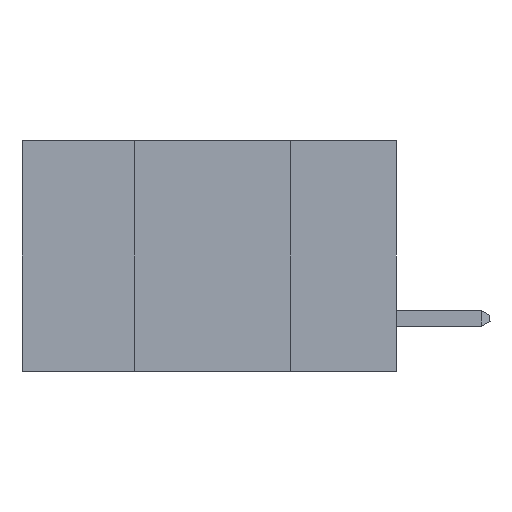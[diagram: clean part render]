
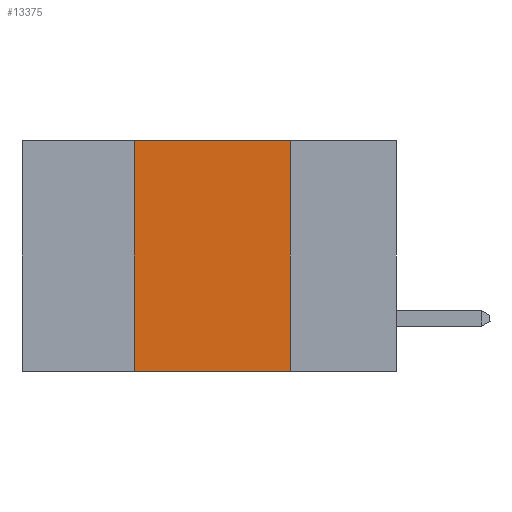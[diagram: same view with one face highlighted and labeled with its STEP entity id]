
A CAD part, left-side view. The second image highlights one B-rep face of the part: STEP entity #13375.
In plain terms, the highlighted planar face has unit normal (-1, 0, 0).
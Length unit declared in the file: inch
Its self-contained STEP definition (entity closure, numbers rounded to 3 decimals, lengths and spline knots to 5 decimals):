
#159 = CARTESIAN_POINT ( 'NONE',  ( 0., 0.6, 0. ) ) ;
#1370 = LINE ( 'NONE', #8846, #13886 ) ;
#1487 = VECTOR ( 'NONE', #7425, 39.37008 ) ;
#1802 = VERTEX_POINT ( 'NONE', #6588 ) ;
#1868 = VERTEX_POINT ( 'NONE', #6402 ) ;
#2291 = DIRECTION ( 'NONE',  ( 0., 0., 1. ) ) ;
#2384 = VECTOR ( 'NONE', #7786, 39.37008 ) ;
#2752 = VERTEX_POINT ( 'NONE', #12017 ) ;
#3372 = EDGE_CURVE ( 'NONE', #3969, #1802, #14136, .T. ) ;
#3969 = VERTEX_POINT ( 'NONE', #4579 ) ;
#4347 = FACE_OUTER_BOUND ( 'NONE', #11639, .T. ) ;
#4579 = CARTESIAN_POINT ( 'NONE',  ( 0., 0.42, 0. ) ) ;
#5064 = ORIENTED_EDGE ( 'NONE', *, *, #3372, .F. ) ;
#5576 = DIRECTION ( 'NONE',  ( 0., 0., -1. ) ) ;
#6402 = CARTESIAN_POINT ( 'NONE',  ( 0., 0.42, -0.37 ) ) ;
#6588 = CARTESIAN_POINT ( 'NONE',  ( 0., 0.17, 0. ) ) ;
#6685 = PLANE ( 'NONE',  #13552 ) ;
#7114 = ORIENTED_EDGE ( 'NONE', *, *, #9251, .F. ) ;
#7425 = DIRECTION ( 'NONE',  ( 0., -1., 0. ) ) ;
#7488 = EDGE_CURVE ( 'NONE', #1802, #2752, #8193, .T. ) ;
#7786 = DIRECTION ( 'NONE',  ( 0., 0., -1. ) ) ;
#7831 = DIRECTION ( 'NONE',  ( 1., 0., 0. ) ) ;
#8193 = LINE ( 'NONE', #12296, #2384 ) ;
#8197 = ORIENTED_EDGE ( 'NONE', *, *, #7488, .F. ) ;
#8846 = CARTESIAN_POINT ( 'NONE',  ( 0., 0.42, 0. ) ) ;
#9251 = EDGE_CURVE ( 'NONE', #1868, #3969, #1370, .T. ) ;
#9711 = LINE ( 'NONE', #14139, #1487 ) ;
#10136 = CARTESIAN_POINT ( 'NONE',  ( 0., 0.6, 0. ) ) ;
#11201 = EDGE_CURVE ( 'NONE', #1868, #2752, #9711, .T. ) ;
#11639 = EDGE_LOOP ( 'NONE', ( #8197, #5064, #7114, #12832 ) ) ;
#11748 = VECTOR ( 'NONE', #13435, 39.37008 ) ;
#12017 = CARTESIAN_POINT ( 'NONE',  ( 0., 0.17, -0.37 ) ) ;
#12296 = CARTESIAN_POINT ( 'NONE',  ( 0., 0.17, 0. ) ) ;
#12832 = ORIENTED_EDGE ( 'NONE', *, *, #11201, .T. ) ;
#13375 = ADVANCED_FACE ( 'NONE', ( #4347 ), #6685, .F. ) ;
#13435 = DIRECTION ( 'NONE',  ( 0., -1., 0. ) ) ;
#13552 = AXIS2_PLACEMENT_3D ( 'NONE', #159, #7831, #5576 ) ;
#13886 = VECTOR ( 'NONE', #2291, 39.37008 ) ;
#14136 = LINE ( 'NONE', #10136, #11748 ) ;
#14139 = CARTESIAN_POINT ( 'NONE',  ( 0., 0.6, -0.37 ) ) ;
